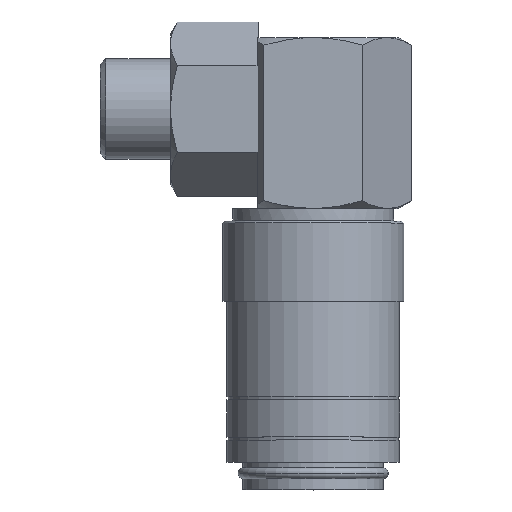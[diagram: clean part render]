
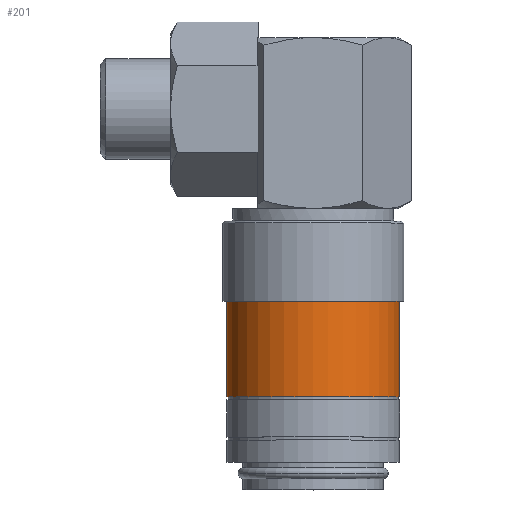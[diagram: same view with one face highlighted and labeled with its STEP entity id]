
A CAD part, top view. The second image highlights one B-rep face of the part: STEP entity #201.
In plain terms, the highlighted cylindrical face has radius 8.6 mm (diameter 17.2 mm), a partial arc.
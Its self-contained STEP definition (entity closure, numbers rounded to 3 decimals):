
#201=ADVANCED_FACE('',(#443),#444,.T.);
#443=FACE_OUTER_BOUND('',#728,.T.);
#444=CYLINDRICAL_SURFACE('',#729,8.6);
#728=EDGE_LOOP('',(#1244,#1245,#1246,#1247));
#729=AXIS2_PLACEMENT_3D('',#1248,#1249,#1250);
#1244=ORIENTED_EDGE('',*,*,#1831,.F.);
#1245=ORIENTED_EDGE('',*,*,#1791,.T.);
#1246=ORIENTED_EDGE('',*,*,#1832,.F.);
#1247=ORIENTED_EDGE('',*,*,#1833,.F.);
#1248=CARTESIAN_POINT('',(0.0,14.0,0.0));
#1249=DIRECTION('',(0.0,1.0,0.0));
#1250=DIRECTION('',(-1.0,0.0,0.));
#1791=EDGE_CURVE('',#2178,#2179,#2180,.T.);
#1831=EDGE_CURVE('',#2178,#2233,#2234,.T.);
#1832=EDGE_CURVE('',#2235,#2179,#2236,.T.);
#1833=EDGE_CURVE('',#2233,#2235,#2237,.T.);
#2178=VERTEX_POINT('',#2894);
#2179=VERTEX_POINT('',#2895);
#2180=CIRCLE('',#2896,8.6);
#2233=VERTEX_POINT('',#3002);
#2234=LINE('',#3003,#3004);
#2235=VERTEX_POINT('',#3005);
#2236=LINE('',#3006,#3007);
#2237=CIRCLE('',#3008,8.6);
#2894=CARTESIAN_POINT('',(-8.6,9.25,0.));
#2895=CARTESIAN_POINT('',(8.6,9.25,0.));
#2896=AXIS2_PLACEMENT_3D('',#3434,#3435,#3436);
#3002=CARTESIAN_POINT('',(-8.6,18.75,0.));
#3003=CARTESIAN_POINT('',(-8.6,14.0,0.));
#3004=VECTOR('',#3491,1.0);
#3005=CARTESIAN_POINT('',(8.6,18.75,0.));
#3006=CARTESIAN_POINT('',(8.6,14.0,0.));
#3007=VECTOR('',#3492,1.0);
#3008=AXIS2_PLACEMENT_3D('',#3493,#3494,#3495);
#3434=CARTESIAN_POINT('',(0.0,9.25,0.0));
#3435=DIRECTION('',(0.0,1.0,0.0));
#3436=DIRECTION('',(-1.0,0.0,0.));
#3491=DIRECTION('',(0.0,1.0,0.0));
#3492=DIRECTION('',(-0.0,-1.0,-0.0));
#3493=CARTESIAN_POINT('',(0.0,18.75,0.0));
#3494=DIRECTION('',(0.0,1.0,0.0));
#3495=DIRECTION('',(-1.0,0.0,0.));
